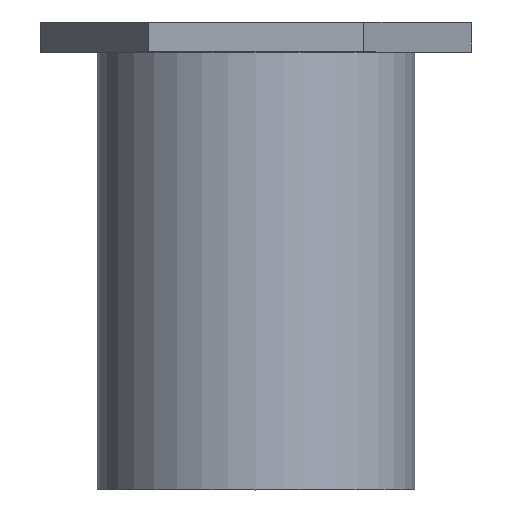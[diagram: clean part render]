
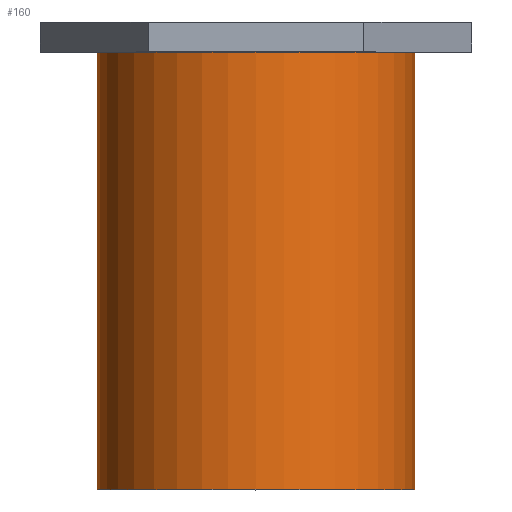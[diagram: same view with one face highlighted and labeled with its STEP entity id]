
A CAD part, top view. The second image highlights one B-rep face of the part: STEP entity #160.
In plain terms, the highlighted cylindrical face has radius 2.692 mm (diameter 5.385 mm), a full revolution.
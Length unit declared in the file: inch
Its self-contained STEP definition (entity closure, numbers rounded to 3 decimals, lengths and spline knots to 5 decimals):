
#13=CYLINDRICAL_SURFACE($,#174,0.106);
#15=FACE_BOUND($,#31,.T.);
#16=CIRCLE($,#173,0.106);
#17=CIRCLE($,#175,0.106);
#19=FACE_OUTER_BOUND($,#30,.T.);
#30=EDGE_LOOP($,(#117));
#31=EDGE_LOOP($,(#118));
#82=VERTEX_POINT($,#242);
#83=VERTEX_POINT($,#245);
#96=EDGE_CURVE($,#82,#82,#16,.T.);
#97=EDGE_CURVE($,#83,#83,#17,.T.);
#117=ORIENTED_EDGE($,*,*,#96,.T.);
#118=ORIENTED_EDGE($,*,*,#97,.F.);
#160=ADVANCED_FACE($,(#19,#15),#13,.T.);
#173=AXIS2_PLACEMENT_3D($,#243,#194,#195);
#174=AXIS2_PLACEMENT_3D($,#244,#196,#197);
#175=AXIS2_PLACEMENT_3D($,#246,#198,#199);
#194=DIRECTION('center_axis',(0.,-1.,0.));
#195=DIRECTION('ref_axis',(1.,0.,0.));
#196=DIRECTION('center_axis',(0.,-1.,0.));
#197=DIRECTION('ref_axis',(-1.,0.,0.));
#198=DIRECTION('center_axis',(0.,-1.,0.));
#199=DIRECTION('ref_axis',(1.,0.,0.));
#242=CARTESIAN_POINT('',(0.106,0.,0.));
#243=CARTESIAN_POINT('Origin',(0.,0.,0.));
#244=CARTESIAN_POINT('Origin',(0.,0.0146,0.));
#245=CARTESIAN_POINT('',(0.106,-0.292,0.));
#246=CARTESIAN_POINT('Origin',(0.,-0.292,0.));
